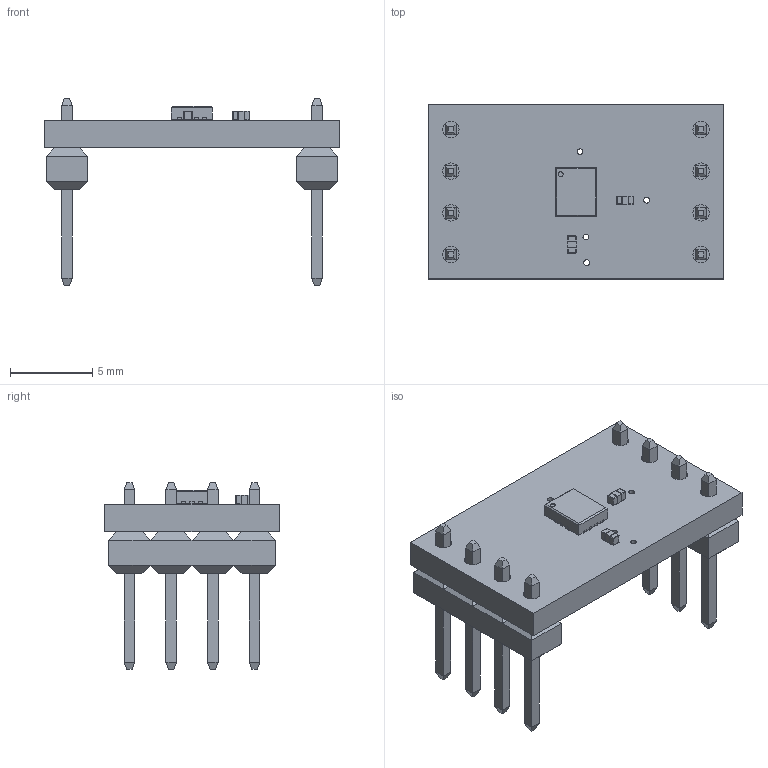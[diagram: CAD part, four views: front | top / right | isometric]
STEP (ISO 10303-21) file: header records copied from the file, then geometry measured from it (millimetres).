
FILE_DESCRIPTION(/* description */ (''),/* implementation_level */ '2;1');
FILE_NAME(/* name */ '6f8bee96-b7dd-4938-bab8-72810d48b241.stp',/* time_stamp */ '2021-01-12T00:50:33+00:00',/* author */ (''),/* organization */ (''),/* preprocessor_version */ 'ST-DEVELOPER v18.1',/* originating_system */ 'Autodesk Translation Framework v9.7.1.1290',/* authorisation */ '');
FILE_SCHEMA (('AUTOMOTIVE_DESIGN { 1 0 10303 214 3 1 1 }'));
Length unit declared in the file: millimetre
Products named in the file (6): 6f8bee96-b7dd-4938-bab8-72810d48b241; PCB Component; Board; LSM6DSOTR; 0.1uF/50V; PTH VERT MALE
Assembly tree (7 placements, depth 3):
  6f8bee96-b7dd-4938-bab8-72810d48b241
    PCB Component
      Board
      LSM6DSOTR
      0.1uF/50V  x2
      PTH VERT MALE  x2
Bounding box: 18 x 10.6 x 11.38 mm (x, y, z)
Volume: 455 mm3; surface area: 930.8 mm2
Topology: 13 solids, 13 shells, 515 faces, 1162 edges, 694 vertices
Faces by surface type: plane 407, cylinder 76, sphere 32
Full cylindrical faces by diameter (mm): 0.3 x1, 0.35 x5, 1 x8
Entity records: 10125 total; most frequent: CARTESIAN_POINT 1646, DIRECTION 1616, ORIENTED_EDGE 1600, EDGE_CURVE 800, LINE 696, VECTOR 696, VERTEX_POINT 490, AXIS2_PLACEMENT_3D 460
